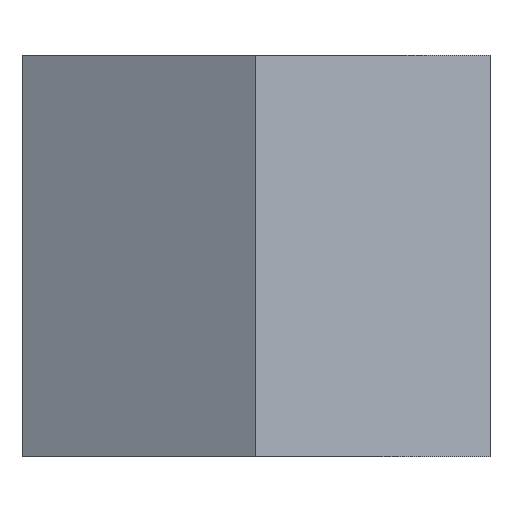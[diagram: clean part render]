
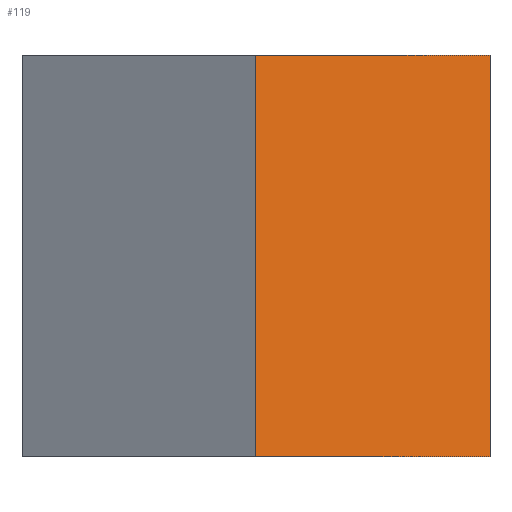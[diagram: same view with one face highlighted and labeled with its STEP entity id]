
A CAD part, front view. The second image highlights one B-rep face of the part: STEP entity #119.
In plain terms, the highlighted planar face has unit normal (0.5, -0.866, 0).
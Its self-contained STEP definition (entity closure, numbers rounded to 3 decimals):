
#119=ADVANCED_FACE('',(#4469),#4471,.T.);
#4469=FACE_BOUND('',#4470,.T.);
#4470=EDGE_LOOP('',(#5125,#5126,#5127,#5128));
#4471=PLANE('',#4472);
#4472=AXIS2_PLACEMENT_3D('',#4473,#4474,#4475);
#4473=CARTESIAN_POINT('',(0.,-4.041,0.));
#4474=DIRECTION('',(0.5,-0.866,0.));
#4475=DIRECTION('',(0.866,0.5,0.));
#5125=ORIENTED_EDGE('',*,*,#5222,.T.);
#5126=ORIENTED_EDGE('',*,*,#5223,.T.);
#5127=ORIENTED_EDGE('',*,*,#5211,.F.);
#5128=ORIENTED_EDGE('',*,*,#5224,.F.);
#5211=EDGE_CURVE('',#5292,#5293,#5294,.T.);
#5222=EDGE_CURVE('',#5305,#5313,#5315,.T.);
#5223=EDGE_CURVE('',#5313,#5293,#5316,.T.);
#5224=EDGE_CURVE('',#5305,#5292,#5317,.T.);
#5292=VERTEX_POINT('',#7121);
#5293=VERTEX_POINT('',#7122);
#5294=LINE('',#7123,#7124);
#5305=VERTEX_POINT('',#7146);
#5313=VERTEX_POINT('',#7162);
#5315=LINE('',#7166,#7167);
#5316=LINE('',#7169,#7170);
#5317=LINE('',#7172,#7173);
#7121=CARTESIAN_POINT('',(0.,-4.041,6.));
#7122=CARTESIAN_POINT('',(3.5,-2.021,6.));
#7123=CARTESIAN_POINT('',(0.,-4.041,6.));
#7124=VECTOR('',#7125,1.);
#7125=DIRECTION('',(0.866,0.5,0.));
#7146=CARTESIAN_POINT('',(0.,-4.041,0.));
#7162=CARTESIAN_POINT('',(3.5,-2.021,0.));
#7166=CARTESIAN_POINT('',(0.,-4.041,0.));
#7167=VECTOR('',#7168,1.);
#7168=DIRECTION('',(0.866,0.5,0.));
#7169=CARTESIAN_POINT('',(3.5,-2.021,0.));
#7170=VECTOR('',#7171,1.);
#7171=DIRECTION('',(0.,0.,1.));
#7172=CARTESIAN_POINT('',(0.,-4.041,0.));
#7173=VECTOR('',#7174,1.);
#7174=DIRECTION('',(0.,0.,1.));
